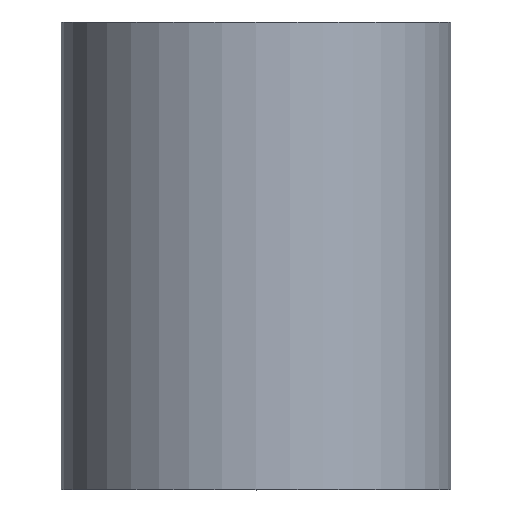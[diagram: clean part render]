
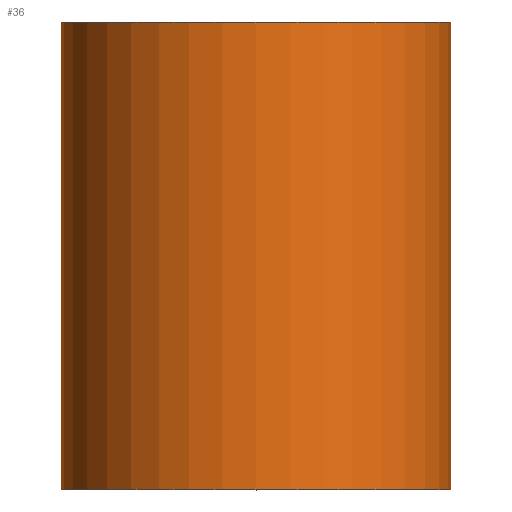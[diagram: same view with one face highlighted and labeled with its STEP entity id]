
A CAD part, top view. The second image highlights one B-rep face of the part: STEP entity #36.
In plain terms, the highlighted cylindrical face has radius 12.5 mm (diameter 25 mm), a full revolution.
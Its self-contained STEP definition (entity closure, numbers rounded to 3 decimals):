
#36 = ADVANCED_FACE( '', ( #69, #70 ), #71, .T. );
#69 = FACE_OUTER_BOUND( '', #98, .T. );
#70 = FACE_OUTER_BOUND( '', #99, .T. );
#71 = CYLINDRICAL_SURFACE( '', #100, 12.5 );
#98 = EDGE_LOOP( '', ( #127 ) );
#99 = EDGE_LOOP( '', ( #128 ) );
#100 = AXIS2_PLACEMENT_3D( '', #129, #130, #131 );
#127 = ORIENTED_EDGE( '', *, *, #151, .F. );
#128 = ORIENTED_EDGE( '', *, *, #147, .T. );
#129 = CARTESIAN_POINT( '', ( 0., 0., 0. ) );
#130 = DIRECTION( '', ( 0., 1., 0. ) );
#131 = DIRECTION( '', ( 0., 0., -1. ) );
#147 = EDGE_CURVE( '', #159, #159, #160, .T. );
#151 = EDGE_CURVE( '', #165, #165, #166, .T. );
#159 = VERTEX_POINT( '', #175 );
#160 = CIRCLE( '', #176, 12.5 );
#165 = VERTEX_POINT( '', #181 );
#166 = CIRCLE( '', #182, 12.5 );
#175 = CARTESIAN_POINT( '', ( 0., 30., -12.5 ) );
#176 = AXIS2_PLACEMENT_3D( '', #190, #191, #192 );
#181 = CARTESIAN_POINT( '', ( 0., 0., -12.5 ) );
#182 = AXIS2_PLACEMENT_3D( '', #196, #197, #198 );
#190 = CARTESIAN_POINT( '', ( 0., 30., 0. ) );
#191 = DIRECTION( '', ( 0., -1., 0. ) );
#192 = DIRECTION( '', ( 0., 0., -1. ) );
#196 = CARTESIAN_POINT( '', ( 0., 0., 0. ) );
#197 = DIRECTION( '', ( 0., -1., 0. ) );
#198 = DIRECTION( '', ( 0., 0., -1. ) );
